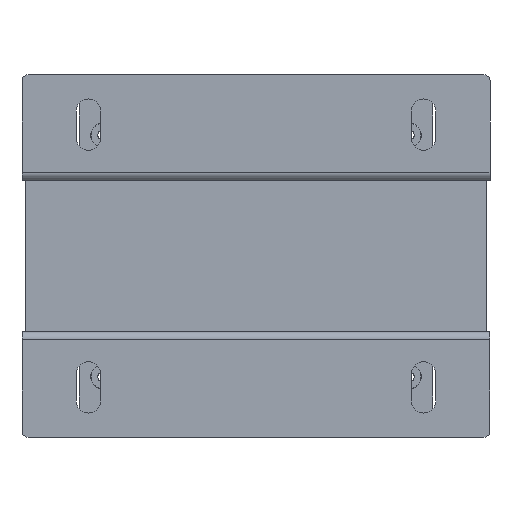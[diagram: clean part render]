
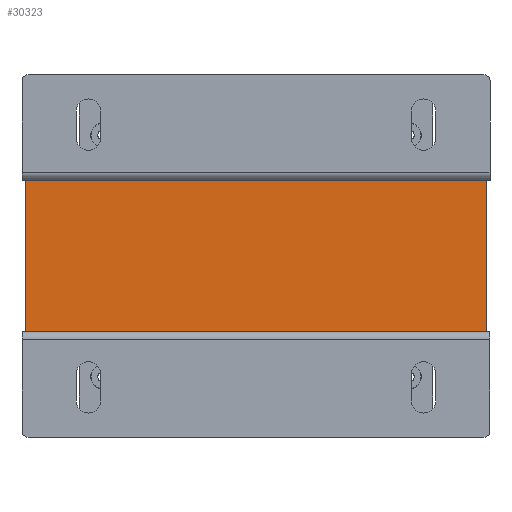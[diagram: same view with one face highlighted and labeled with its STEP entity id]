
A CAD part, front view. The second image highlights one B-rep face of the part: STEP entity #30323.
In plain terms, the highlighted planar face has unit normal (0, -1, 0).
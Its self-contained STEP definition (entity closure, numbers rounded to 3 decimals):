
#2441 = VECTOR ( 'NONE', #31906, 1000. ) ;
#9157 = EDGE_CURVE ( 'NONE', #21179, #120497, #9293, .T. ) ;
#9293 = LINE ( 'NONE', #135545, #113177 ) ;
#13206 = CARTESIAN_POINT ( 'NONE',  ( -52.999, 9.757, 164.033 ) ) ;
#18866 = VERTEX_POINT ( 'NONE', #24748 ) ;
#21179 = VERTEX_POINT ( 'NONE', #13206 ) ;
#21390 = DIRECTION ( 'NONE',  ( 1., 0., 0. ) ) ;
#24130 = DIRECTION ( 'NONE',  ( 0., 0., 1. ) ) ;
#24748 = CARTESIAN_POINT ( 'NONE',  ( 99.401, 9.757, 164.033 ) ) ;
#26155 = CARTESIAN_POINT ( 'NONE',  ( -52.999, 9.757, 114.003 ) ) ;
#26660 = FACE_OUTER_BOUND ( 'NONE', #38459, .T. ) ;
#30323 = ADVANCED_FACE ( 'NONE', ( #26660 ), #61759, .F. ) ;
#31749 = ORIENTED_EDGE ( 'NONE', *, *, #100478, .F. ) ;
#31906 = DIRECTION ( 'NONE',  ( 0., 0., -1. ) ) ;
#37353 = EDGE_CURVE ( 'NONE', #21179, #18866, #136916, .T. ) ;
#38459 = EDGE_LOOP ( 'NONE', ( #55899, #31749, #61150, #89132 ) ) ;
#40380 = DIRECTION ( 'NONE',  ( 0., 1., 0. ) ) ;
#55899 = ORIENTED_EDGE ( 'NONE', *, *, #98090, .T. ) ;
#56705 = AXIS2_PLACEMENT_3D ( 'NONE', #145153, #40380, #24130 ) ;
#61150 = ORIENTED_EDGE ( 'NONE', *, *, #37353, .F. ) ;
#61759 = PLANE ( 'NONE',  #56705 ) ;
#68619 = CARTESIAN_POINT ( 'NONE',  ( -52.999, 9.757, 114.003 ) ) ;
#88530 = VERTEX_POINT ( 'NONE', #125081 ) ;
#89132 = ORIENTED_EDGE ( 'NONE', *, *, #9157, .T. ) ;
#98090 = EDGE_CURVE ( 'NONE', #120497, #88530, #135909, .T. ) ;
#100478 = EDGE_CURVE ( 'NONE', #18866, #88530, #148124, .T. ) ;
#103018 = VECTOR ( 'NONE', #21390, 1000. ) ;
#103469 = DIRECTION ( 'NONE',  ( 0., 0., -1. ) ) ;
#104786 = CARTESIAN_POINT ( 'NONE',  ( -52.999, 9.757, 164.033 ) ) ;
#111633 = VECTOR ( 'NONE', #124389, 1000. ) ;
#113177 = VECTOR ( 'NONE', #103469, 1000. ) ;
#113653 = CARTESIAN_POINT ( 'NONE',  ( 99.401, 9.757, 164.033 ) ) ;
#120497 = VERTEX_POINT ( 'NONE', #26155 ) ;
#124389 = DIRECTION ( 'NONE',  ( 1., 0., 0. ) ) ;
#125081 = CARTESIAN_POINT ( 'NONE',  ( 99.401, 9.757, 114.003 ) ) ;
#135545 = CARTESIAN_POINT ( 'NONE',  ( -52.999, 9.757, 164.033 ) ) ;
#135909 = LINE ( 'NONE', #68619, #111633 ) ;
#136916 = LINE ( 'NONE', #104786, #103018 ) ;
#145153 = CARTESIAN_POINT ( 'NONE',  ( -52.999, 9.757, 164.033 ) ) ;
#148124 = LINE ( 'NONE', #113653, #2441 ) ;
